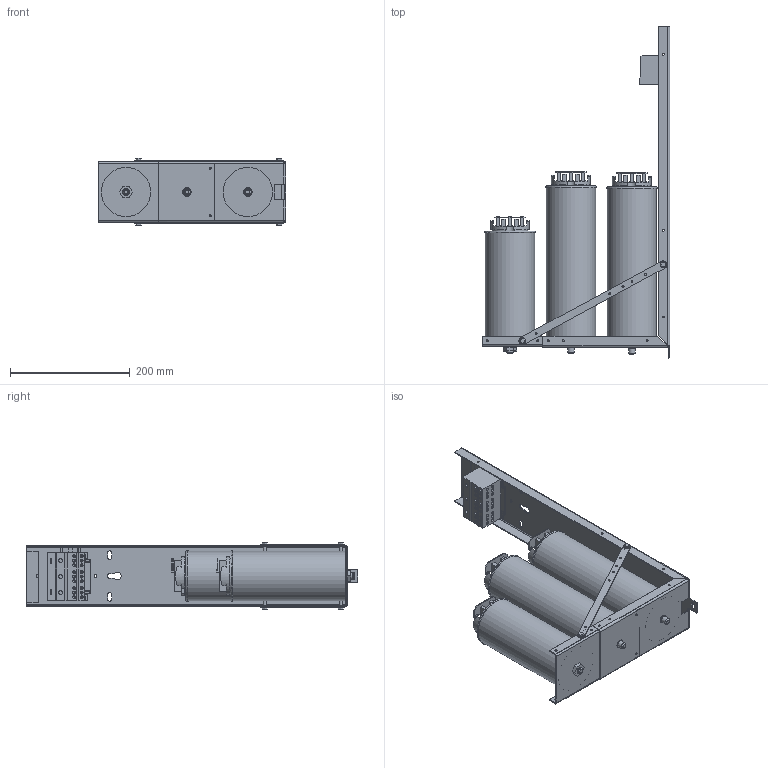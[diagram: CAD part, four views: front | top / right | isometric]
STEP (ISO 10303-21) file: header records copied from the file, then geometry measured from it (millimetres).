
FILE_DESCRIPTION(/* description */ (''),/* implementation_level */ '2;1');
FILE_NAME(/* name */ 'KPCUL040C63.stp',/* time_stamp */ '2020-03-27T14:14:39-05:00',/* author */ ('jnelson'),/* organization */ (''),/* preprocessor_version */ 'ST-DEVELOPER v17',/* originating_system */ 'Autodesk Inventor 2019',/* authorisation */ '');
FILE_SCHEMA (('AUTOMOTIVE_DESIGN { 1 0 10303 214 3 1 1 }'));
Length unit declared in the file: inch
Products named in the file (13): KPCUL040C63; MASTER 600V  ASSEMBLY 3 CAPS HOLE TRAY; 27943; 27938; 27937; 2555; 27945; 23837; 27791-A; 25441; 27934; 28568; 28569
Assembly tree (19 placements, depth 3):
  KPCUL040C63
    MASTER 600V  ASSEMBLY 3 CAPS HOLE TRAY
      27943
      27791-A  x2
      27938  x2
      27937
      2555  x2
      25441  x4
      27945
      23837
      27934
    28568
    28569  x2
Bounding box: 313.31 x 553.72 x 112.14 mm (x, y, z)
Volume: 4267537.4 mm3; surface area: 567726.4 mm2
Topology: 20 solids, 20 shells, 1011 faces, 2775 edges, 1836 vertices
Faces by surface type: plane 670, cylinder 297, bspline 24, torus 17, cone 3
Full cylindrical faces by diameter (mm): 3.251 x20, 3.556 x14, 3.683 x2, 4.572 x36, 4.597 x4, 4.724 x2, 4.801 x4, 5.08 x18, 6.35 x10, 6.604 x3, 8.128 x3, 10.922 x4, 11.176 x3, 12.7 x2, 14.224 x4, 59.69 x3, 80.33 x3, 82.042 x3
Entity records: 28454 total; most frequent: CARTESIAN_POINT 8154, ORIENTED_EDGE 4182, DIRECTION 3895, EDGE_CURVE 2091, VERTEX_POINT 1382, AXIS2_PLACEMENT_3D 1299, LINE 1297, VECTOR 1297
